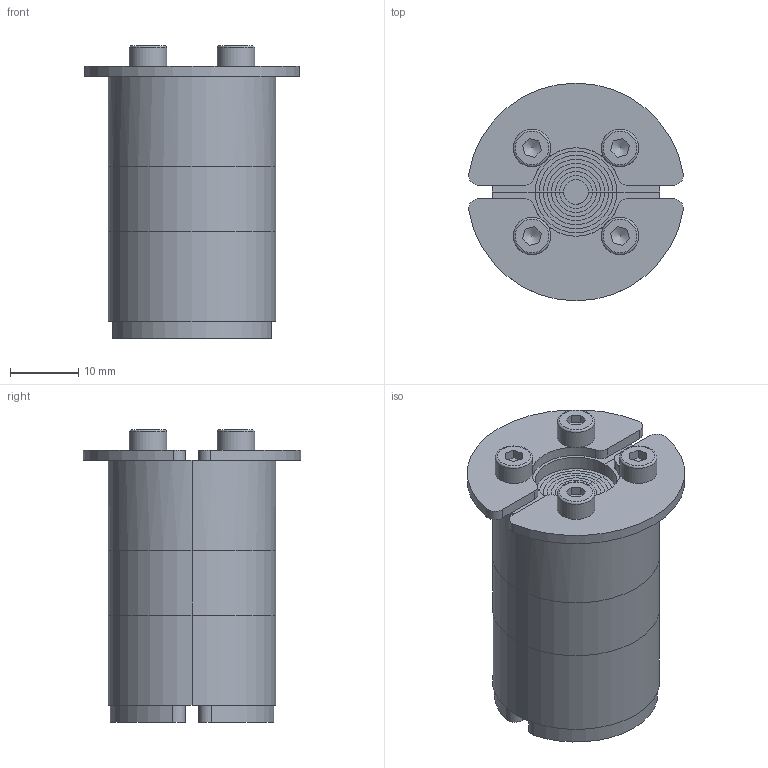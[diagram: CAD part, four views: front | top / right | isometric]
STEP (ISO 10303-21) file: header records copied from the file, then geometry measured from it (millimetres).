
FILE_DESCRIPTION(/* description */ ('','CAx-IF Rec.Pracs.---Representation and Presentation of Product Manufacturing Information (PMI)---4.0---2014-10-13'),/* implementation_level */ '2;1');
FILE_NAME(/* name */ 'RS 25 BG.stp',/* time_stamp */ '2021-12-22T13:42:24+01:00',/* author */ ('se-linado'),/* organization */ (''),/* preprocessor_version */ 'ST-DEVELOPER v17.2',/* originating_system */ 'Autodesk Inventor 2019',/* authorisation */ '');
FILE_SCHEMA (('AP242_MANAGED_MODEL_BASED_3D_ENGINEERING_MIM_LF { 1 0 10303 442 1 1 4 }'));
Length unit declared in the file: millimetre
Products named in the file (1): RS 25 BG_EMC
Bounding box: 31.57 x 32 x 43 mm (x, y, z)
Volume: 18565.2 mm3; surface area: 5343.8 mm2
Topology: 1 solids, 1 shells, 142 faces, 360 edges, 226 vertices
Faces by surface type: plane 84, cylinder 46, cone 8, torus 4
Full cylindrical faces by diameter (mm): 2.459 x4, 5.5 x4
Entity records: 4456 total; most frequent: CARTESIAN_POINT 781, DIRECTION 780, ORIENTED_EDGE 712, EDGE_CURVE 356, AXIS2_PLACEMENT_3D 309, VERTEX_POINT 226, CIRCLE 166, LINE 162
